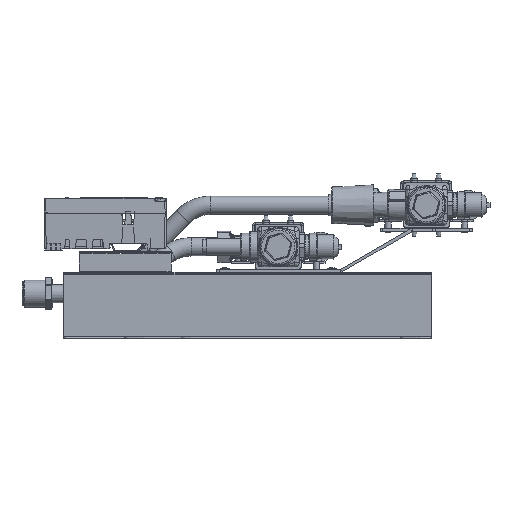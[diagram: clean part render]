
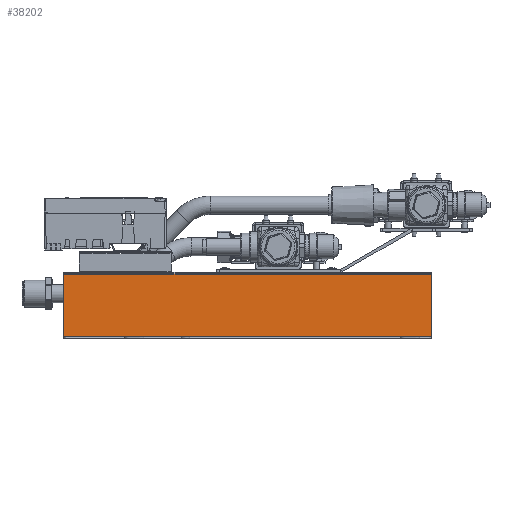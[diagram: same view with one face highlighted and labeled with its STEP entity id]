
A CAD part, left-side view. The second image highlights one B-rep face of the part: STEP entity #38202.
In plain terms, the highlighted planar face has unit normal (-1, 0, 0).
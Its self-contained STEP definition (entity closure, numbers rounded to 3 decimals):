
#5998 = DIRECTION ( 'NONE',  ( 1., 0., 0. ) ) ;
#13422 = CARTESIAN_POINT ( 'NONE',  ( -411.755, 0., 188.991 ) ) ;
#14731 = ORIENTED_EDGE ( 'NONE', *, *, #154684, .T. ) ;
#16117 = PLANE ( 'NONE',  #26507 ) ;
#21091 = CARTESIAN_POINT ( 'NONE',  ( -411.755, -360., 251.755 ) ) ;
#24925 = DIRECTION ( 'NONE',  ( 0., 1., 0. ) ) ;
#26507 = AXIS2_PLACEMENT_3D ( 'NONE', #21091, #5998, #132933 ) ;
#36241 = FACE_OUTER_BOUND ( 'NONE', #44976, .T. ) ;
#38026 = LINE ( 'NONE', #147920, #81050 ) ;
#38202 = ADVANCED_FACE ( 'NONE', ( #36241 ), #16117, .F. ) ;
#43862 = DIRECTION ( 'NONE',  ( 0., 0., -1. ) ) ;
#44976 = EDGE_LOOP ( 'NONE', ( #65873, #66282, #137511, #14731 ) ) ;
#49682 = VERTEX_POINT ( 'NONE', #154775 ) ;
#54186 = LINE ( 'NONE', #99585, #168100 ) ;
#58456 = VECTOR ( 'NONE', #43862, 1000. ) ;
#65873 = ORIENTED_EDGE ( 'NONE', *, *, #173828, .T. ) ;
#66282 = ORIENTED_EDGE ( 'NONE', *, *, #93484, .F. ) ;
#67009 = EDGE_CURVE ( 'NONE', #186904, #190077, #38026, .T. ) ;
#70719 = VERTEX_POINT ( 'NONE', #13422 ) ;
#81050 = VECTOR ( 'NONE', #145956, 1000. ) ;
#93484 = EDGE_CURVE ( 'NONE', #190077, #70719, #113771, .T. ) ;
#99585 = CARTESIAN_POINT ( 'NONE',  ( -411.755, -360., 249.768 ) ) ;
#107619 = CARTESIAN_POINT ( 'NONE',  ( -411.755, -360., 249.768 ) ) ;
#113771 = LINE ( 'NONE', #160225, #154352 ) ;
#128399 = CARTESIAN_POINT ( 'NONE',  ( -411.755, -360., 188.991 ) ) ;
#132933 = DIRECTION ( 'NONE',  ( 0., 0., -1. ) ) ;
#137511 = ORIENTED_EDGE ( 'NONE', *, *, #67009, .F. ) ;
#145956 = DIRECTION ( 'NONE',  ( 0., 0., -1. ) ) ;
#147920 = CARTESIAN_POINT ( 'NONE',  ( -411.755, -360., 251.755 ) ) ;
#154352 = VECTOR ( 'NONE', #24925, 1000. ) ;
#154684 = EDGE_CURVE ( 'NONE', #186904, #49682, #54186, .T. ) ;
#154775 = CARTESIAN_POINT ( 'NONE',  ( -411.755, 0., 249.768 ) ) ;
#160225 = CARTESIAN_POINT ( 'NONE',  ( -411.755, -360., 188.991 ) ) ;
#168100 = VECTOR ( 'NONE', #193395, 1000. ) ;
#173828 = EDGE_CURVE ( 'NONE', #49682, #70719, #197269, .T. ) ;
#182034 = CARTESIAN_POINT ( 'NONE',  ( -411.755, 0., 251.755 ) ) ;
#186904 = VERTEX_POINT ( 'NONE', #107619 ) ;
#190077 = VERTEX_POINT ( 'NONE', #128399 ) ;
#193395 = DIRECTION ( 'NONE',  ( 0., 1., 0. ) ) ;
#197269 = LINE ( 'NONE', #182034, #58456 ) ;
